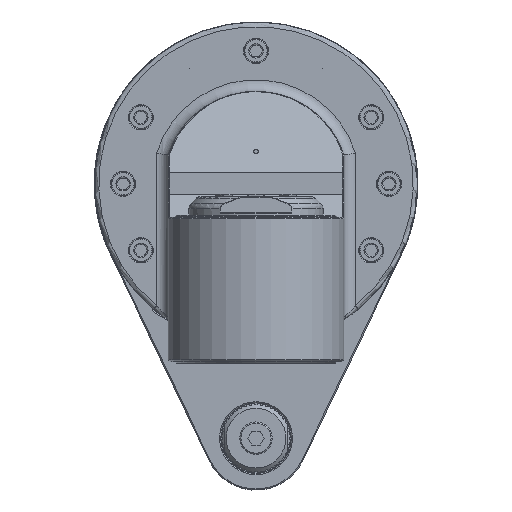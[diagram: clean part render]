
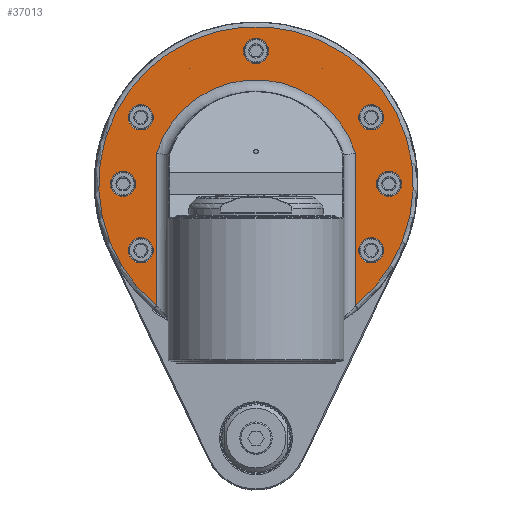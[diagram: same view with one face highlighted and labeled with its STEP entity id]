
A CAD part, front view. The second image highlights one B-rep face of the part: STEP entity #37013.
In plain terms, the highlighted planar face has unit normal (0, -1, 0).
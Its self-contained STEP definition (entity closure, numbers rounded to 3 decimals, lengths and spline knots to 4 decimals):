
#1870=FACE_BOUND('',#5557,.T.);
#1871=FACE_BOUND('',#5558,.T.);
#1872=FACE_BOUND('',#5559,.T.);
#1873=FACE_BOUND('',#5560,.T.);
#1874=FACE_BOUND('',#5561,.T.);
#1875=FACE_BOUND('',#5562,.T.);
#1876=FACE_BOUND('',#5563,.T.);
#2192=PLANE('',#39613);
#3179=FACE_OUTER_BOUND('',#5556,.T.);
#5556=EDGE_LOOP('',(#25617,#25618,#25619,#25620));
#5557=EDGE_LOOP('',(#25621));
#5558=EDGE_LOOP('',(#25622));
#5559=EDGE_LOOP('',(#25623));
#5560=EDGE_LOOP('',(#25624));
#5561=EDGE_LOOP('',(#25625));
#5562=EDGE_LOOP('',(#25626));
#5563=EDGE_LOOP('',(#25627));
#8201=LINE('',#57175,#10911);
#8202=LINE('',#57178,#10912);
#10911=VECTOR('',#44614,2.5963);
#10912=VECTOR('',#44617,2.5963);
#13619=CIRCLE('',#39611,2.6772);
#13621=CIRCLE('',#39614,1.7717);
#13622=CIRCLE('',#39615,0.2146);
#13623=CIRCLE('',#39616,0.2146);
#13624=CIRCLE('',#39617,0.2146);
#13625=CIRCLE('',#39618,0.2146);
#13626=CIRCLE('',#39619,0.2146);
#13627=CIRCLE('',#39620,0.2146);
#13628=CIRCLE('',#39621,0.2146);
#15833=VERTEX_POINT('',#57001);
#15834=VERTEX_POINT('',#57170);
#15835=VERTEX_POINT('',#57174);
#15836=VERTEX_POINT('',#57176);
#15837=VERTEX_POINT('',#57179);
#15838=VERTEX_POINT('',#57181);
#15839=VERTEX_POINT('',#57183);
#15840=VERTEX_POINT('',#57185);
#15841=VERTEX_POINT('',#57187);
#15842=VERTEX_POINT('',#57189);
#15843=VERTEX_POINT('',#57191);
#19632=EDGE_CURVE('',#15834,#15833,#13619,.T.);
#19634=EDGE_CURVE('',#15835,#15833,#8201,.T.);
#19635=EDGE_CURVE('',#15835,#15836,#13621,.T.);
#19636=EDGE_CURVE('',#15834,#15836,#8202,.T.);
#19637=EDGE_CURVE('',#15837,#15837,#13622,.T.);
#19638=EDGE_CURVE('',#15838,#15838,#13623,.T.);
#19639=EDGE_CURVE('',#15839,#15839,#13624,.T.);
#19640=EDGE_CURVE('',#15840,#15840,#13625,.T.);
#19641=EDGE_CURVE('',#15841,#15841,#13626,.T.);
#19642=EDGE_CURVE('',#15842,#15842,#13627,.T.);
#19643=EDGE_CURVE('',#15843,#15843,#13628,.T.);
#25617=ORIENTED_EDGE('',*,*,#19632,.T.);
#25618=ORIENTED_EDGE('',*,*,#19634,.F.);
#25619=ORIENTED_EDGE('',*,*,#19635,.T.);
#25620=ORIENTED_EDGE('',*,*,#19636,.F.);
#25621=ORIENTED_EDGE('',*,*,#19637,.T.);
#25622=ORIENTED_EDGE('',*,*,#19638,.T.);
#25623=ORIENTED_EDGE('',*,*,#19639,.T.);
#25624=ORIENTED_EDGE('',*,*,#19640,.T.);
#25625=ORIENTED_EDGE('',*,*,#19641,.T.);
#25626=ORIENTED_EDGE('',*,*,#19642,.T.);
#25627=ORIENTED_EDGE('',*,*,#19643,.T.);
#37013=ADVANCED_FACE('',(#3179,#1870,#1871,#1872,#1873,#1874,#1875,#1876),
#2192,.F.);
#39611=AXIS2_PLACEMENT_3D('',#57171,#44608,#44609);
#39613=AXIS2_PLACEMENT_3D('',#57173,#44612,#44613);
#39614=AXIS2_PLACEMENT_3D('',#57177,#44615,#44616);
#39615=AXIS2_PLACEMENT_3D('',#57180,#44618,#44619);
#39616=AXIS2_PLACEMENT_3D('',#57182,#44620,#44621);
#39617=AXIS2_PLACEMENT_3D('',#57184,#44622,#44623);
#39618=AXIS2_PLACEMENT_3D('',#57186,#44624,#44625);
#39619=AXIS2_PLACEMENT_3D('',#57188,#44626,#44627);
#39620=AXIS2_PLACEMENT_3D('',#57190,#44628,#44629);
#39621=AXIS2_PLACEMENT_3D('',#57192,#44630,#44631);
#44608=DIRECTION('center_axis',(0.,-1.,0.));
#44609=DIRECTION('ref_axis',(0.632,0.,-0.775));
#44612=DIRECTION('center_axis',(0.,1.,0.));
#44613=DIRECTION('ref_axis',(0.,0.,-1.));
#44614=DIRECTION('',(0.,0.,-1.));
#44615=DIRECTION('center_axis',(0.,1.,0.));
#44616=DIRECTION('ref_axis',(-0.956,0.,0.295));
#44617=DIRECTION('',(0.,0.,1.));
#44618=DIRECTION('center_axis',(0.,1.,0.));
#44619=DIRECTION('ref_axis',(-0.5,0.,-0.866));
#44620=DIRECTION('center_axis',(0.,1.,0.));
#44621=DIRECTION('ref_axis',(0.,0.,1.));
#44622=DIRECTION('center_axis',(0.,1.,0.));
#44623=DIRECTION('ref_axis',(-0.866,0.,0.5));
#44624=DIRECTION('center_axis',(0.,1.,0.));
#44625=DIRECTION('ref_axis',(0.,0.,1.));
#44626=DIRECTION('center_axis',(0.,1.,0.));
#44627=DIRECTION('ref_axis',(0.5,0.,0.866));
#44628=DIRECTION('center_axis',(0.,1.,0.));
#44629=DIRECTION('ref_axis',(0.866,0.,0.5));
#44630=DIRECTION('center_axis',(0.,1.,0.));
#44631=DIRECTION('ref_axis',(-0.866,0.,-0.5));
#57001=CARTESIAN_POINT('',(-1.6929,-0.5118,-2.0739));
#57170=CARTESIAN_POINT('',(1.6929,-0.5118,-2.0739));
#57171=CARTESIAN_POINT('Origin',(0.,-0.5118,0.));
#57173=CARTESIAN_POINT('Origin',(0.,-0.5118,0.));
#57174=CARTESIAN_POINT('',(-1.6929,-0.5118,0.5223));
#57175=CARTESIAN_POINT('',(-1.6929,-0.5118,0.5223));
#57176=CARTESIAN_POINT('',(1.6929,-0.5118,0.5223));
#57177=CARTESIAN_POINT('Origin',(0.,-0.5118,0.));
#57178=CARTESIAN_POINT('',(1.6929,-0.5118,-2.0739));
#57179=CARTESIAN_POINT('',(-2.0492,-0.5118,0.));
#57180=CARTESIAN_POINT('Origin',(-2.2638,-0.5118,0.));
#57181=CARTESIAN_POINT('',(-1.7459,-0.5118,-1.1319));
#57182=CARTESIAN_POINT('Origin',(-1.9605,-0.5118,-1.1319));
#57183=CARTESIAN_POINT('',(0.2146,-0.5118,2.2638));
#57184=CARTESIAN_POINT('Origin',(0.,-0.5118,2.2638));
#57185=CARTESIAN_POINT('',(2.1751,-0.5118,1.1319));
#57186=CARTESIAN_POINT('Origin',(1.9605,-0.5118,1.1319));
#57187=CARTESIAN_POINT('',(2.4783,-0.5118,0.));
#57188=CARTESIAN_POINT('Origin',(2.2638,-0.5118,0.));
#57189=CARTESIAN_POINT('',(2.1751,-0.5118,-1.1319));
#57190=CARTESIAN_POINT('Origin',(1.9605,-0.5118,-1.1319));
#57191=CARTESIAN_POINT('',(-1.7459,-0.5118,1.1319));
#57192=CARTESIAN_POINT('Origin',(-1.9605,-0.5118,1.1319));
